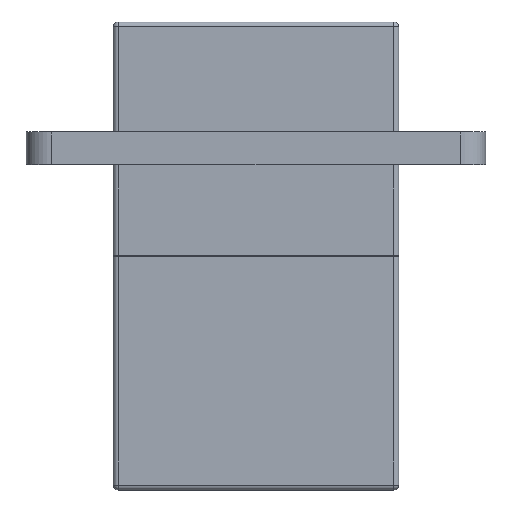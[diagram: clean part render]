
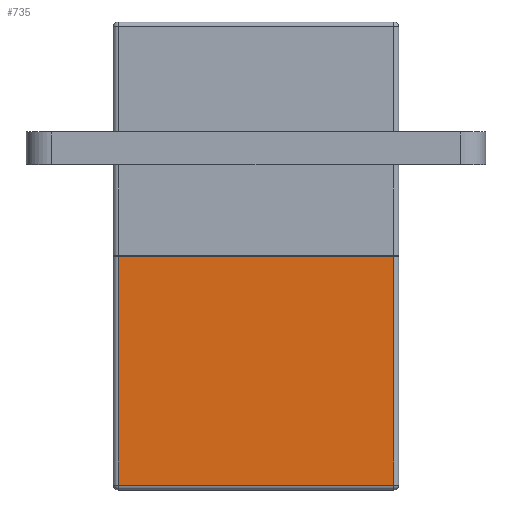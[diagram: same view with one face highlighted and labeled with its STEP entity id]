
A CAD part, left-side view. The second image highlights one B-rep face of the part: STEP entity #735.
In plain terms, the highlighted face is planar.
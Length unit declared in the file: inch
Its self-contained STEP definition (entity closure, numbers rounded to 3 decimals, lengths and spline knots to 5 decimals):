
#735 = ADVANCED_FACE ( 'NONE', ( #9670 ), #20335, .F. ) ;
#1754 = EDGE_CURVE ( 'NONE', #10906, #3120, #9993, .T. ) ;
#1755 = EDGE_CURVE ( 'NONE', #3120, #3150, #9987, .T. ) ;
#1756 = EDGE_CURVE ( 'NONE', #3150, #3206, #9997, .T. ) ;
#1757 = EDGE_CURVE ( 'NONE', #3206, #10906, #9999, .T. ) ;
#2390 = CARTESIAN_POINT ( 'NONE',  ( 0.315, 0.42, 0. ) ) ;
#2403 = CARTESIAN_POINT ( 'NONE',  ( 0.315, -0.42, 0.697 ) ) ;
#2446 = CARTESIAN_POINT ( 'NONE',  ( 0.315, -0.42, 0. ) ) ;
#2519 = AXIS2_PLACEMENT_3D ( 'NONE', #20372, #20351, #20332 ) ;
#3120 = VERTEX_POINT ( 'NONE', #2403 ) ;
#3150 = VERTEX_POINT ( 'NONE', #2446 ) ;
#3206 = VERTEX_POINT ( 'NONE', #2390 ) ;
#3745 = CARTESIAN_POINT ( 'NONE',  ( 0.315, 0.42, 0.712 ) ) ;
#3750 = DIRECTION ( 'NONE',  ( 0., 0., 1. ) ) ;
#3772 = CARTESIAN_POINT ( 'NONE',  ( 0.315, -0.42, 0.712 ) ) ;
#3779 = CARTESIAN_POINT ( 'NONE',  ( 0.315, -0.435, 0.697 ) ) ;
#3788 = DIRECTION ( 'NONE',  ( 0., 1., 0. ) ) ;
#3799 = DIRECTION ( 'NONE',  ( 0., -1., 0. ) ) ;
#3809 = DIRECTION ( 'NONE',  ( 0., 0., -1. ) ) ;
#3811 = CARTESIAN_POINT ( 'NONE',  ( 0.315, -0.435, 0. ) ) ;
#8753 = CARTESIAN_POINT ( 'NONE',  ( 0.315, 0.42, 0.697 ) ) ;
#9670 = FACE_OUTER_BOUND ( 'NONE', #19070, .T. ) ;
#9987 = LINE ( 'NONE', #3772, #9998 ) ;
#9993 = LINE ( 'NONE', #3779, #9996 ) ;
#9996 = VECTOR ( 'NONE', #3799, 39.37008 ) ;
#9997 = LINE ( 'NONE', #3811, #10000 ) ;
#9998 = VECTOR ( 'NONE', #3809, 39.37008 ) ;
#9999 = LINE ( 'NONE', #3745, #10002 ) ;
#10000 = VECTOR ( 'NONE', #3788, 39.37008 ) ;
#10002 = VECTOR ( 'NONE', #3750, 39.37008 ) ;
#10906 = VERTEX_POINT ( 'NONE', #8753 ) ;
#12007 = ORIENTED_EDGE ( 'NONE', *, *, #1754, .T. ) ;
#12008 = ORIENTED_EDGE ( 'NONE', *, *, #1755, .T. ) ;
#12009 = ORIENTED_EDGE ( 'NONE', *, *, #1756, .T. ) ;
#12010 = ORIENTED_EDGE ( 'NONE', *, *, #1757, .T. ) ;
#19070 = EDGE_LOOP ( 'NONE', ( #12007, #12008, #12009, #12010 ) ) ;
#20332 = DIRECTION ( 'NONE',  ( 0., 0., 1. ) ) ;
#20335 = PLANE ( 'NONE',  #2519 ) ;
#20351 = DIRECTION ( 'NONE',  ( -1., 0., 0. ) ) ;
#20372 = CARTESIAN_POINT ( 'NONE',  ( 0.315, -0.435, 0.712 ) ) ;
